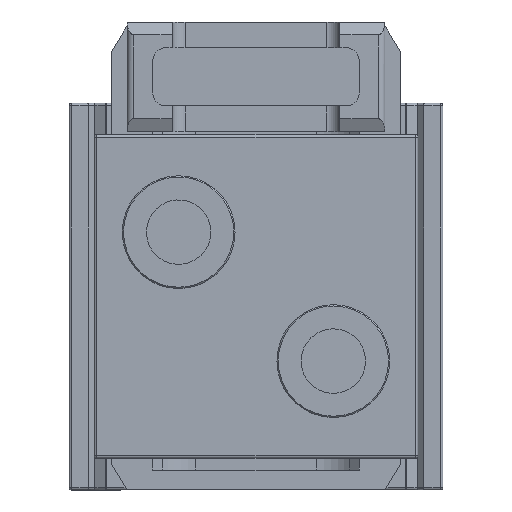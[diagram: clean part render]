
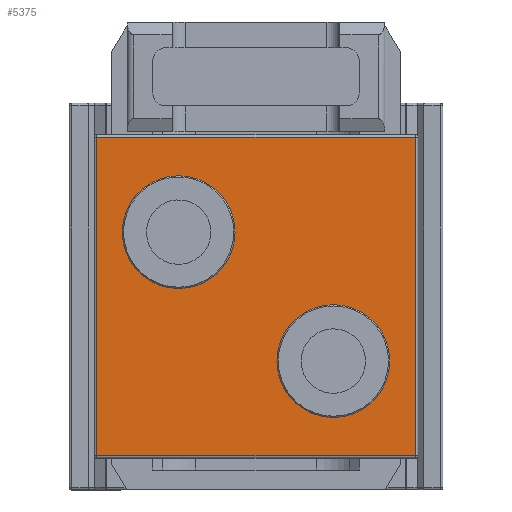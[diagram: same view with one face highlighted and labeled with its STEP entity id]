
A CAD part, front view. The second image highlights one B-rep face of the part: STEP entity #5375.
In plain terms, the highlighted planar face has unit normal (0, -1, 0).
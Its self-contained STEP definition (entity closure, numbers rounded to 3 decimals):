
#159=FACE_BOUND('',#1732,.T.);
#160=FACE_BOUND('',#1733,.T.);
#207=PLANE('',#5843);
#333=LINE('',#8286,#779);
#336=LINE('',#8304,#782);
#337=LINE('',#8306,#783);
#355=LINE('',#8354,#801);
#779=VECTOR('',#6501,10.);
#782=VECTOR('',#6522,10.);
#783=VECTOR('',#6525,10.);
#801=VECTOR('',#6585,10.);
#1393=FACE_OUTER_BOUND('',#1731,.T.);
#1731=EDGE_LOOP('',(#3795,#3796,#3797,#3798));
#1732=EDGE_LOOP('',(#3799));
#1733=EDGE_LOOP('',(#3800));
#2121=CIRCLE('',#5844,3.175);
#2122=CIRCLE('',#5845,3.175);
#2405=VERTEX_POINT('',#8265);
#2409=VERTEX_POINT('',#8273);
#2411=VERTEX_POINT('',#8279);
#2419=VERTEX_POINT('',#8299);
#2429=VERTEX_POINT('',#8357);
#2430=VERTEX_POINT('',#8359);
#2926=EDGE_CURVE('',#2411,#2405,#333,.T.);
#2935=EDGE_CURVE('',#2409,#2419,#336,.T.);
#2936=EDGE_CURVE('',#2419,#2411,#337,.T.);
#2963=EDGE_CURVE('',#2405,#2409,#355,.T.);
#2965=EDGE_CURVE('',#2429,#2429,#2121,.T.);
#2966=EDGE_CURVE('',#2430,#2430,#2122,.T.);
#3795=ORIENTED_EDGE('',*,*,#2935,.F.);
#3796=ORIENTED_EDGE('',*,*,#2963,.F.);
#3797=ORIENTED_EDGE('',*,*,#2926,.F.);
#3798=ORIENTED_EDGE('',*,*,#2936,.F.);
#3799=ORIENTED_EDGE('',*,*,#2965,.T.);
#3800=ORIENTED_EDGE('',*,*,#2966,.T.);
#5375=ADVANCED_FACE('',(#1393,#159,#160),#207,.T.);
#5843=AXIS2_PLACEMENT_3D('',#8356,#6587,#6588);
#5844=AXIS2_PLACEMENT_3D('',#8358,#6589,#6590);
#5845=AXIS2_PLACEMENT_3D('',#8360,#6591,#6592);
#6501=DIRECTION('',(0.,0.,-1.));
#6522=DIRECTION('',(0.,0.,1.));
#6525=DIRECTION('',(1.,0.,0.));
#6585=DIRECTION('',(-1.,0.,0.));
#6587=DIRECTION('center_axis',(0.,-1.,0.));
#6588=DIRECTION('ref_axis',(0.,0.,-1.));
#6589=DIRECTION('center_axis',(0.,1.,0.));
#6590=DIRECTION('ref_axis',(-1.,0.,0.));
#6591=DIRECTION('center_axis',(0.,1.,0.));
#6592=DIRECTION('ref_axis',(-1.,0.,0.));
#8265=CARTESIAN_POINT('',(-0.2,0.,0.2));
#8273=CARTESIAN_POINT('',(-24.9,0.,0.2));
#8279=CARTESIAN_POINT('',(-0.2,0.,24.9));
#8286=CARTESIAN_POINT('',(-0.2,0.,0.));
#8299=CARTESIAN_POINT('',(-24.9,0.,24.9));
#8304=CARTESIAN_POINT('',(-24.9,0.,0.));
#8306=CARTESIAN_POINT('',(-6.275,0.,24.9));
#8354=CARTESIAN_POINT('',(-6.275,0.,0.2));
#8356=CARTESIAN_POINT('Origin',(0.,0.,0.));
#8357=CARTESIAN_POINT('',(-15.375,0.,17.55));
#8358=CARTESIAN_POINT('Origin',(-18.55,0.,17.55));
#8359=CARTESIAN_POINT('',(-3.375,0.,7.55));
#8360=CARTESIAN_POINT('Origin',(-6.55,0.,7.55));
